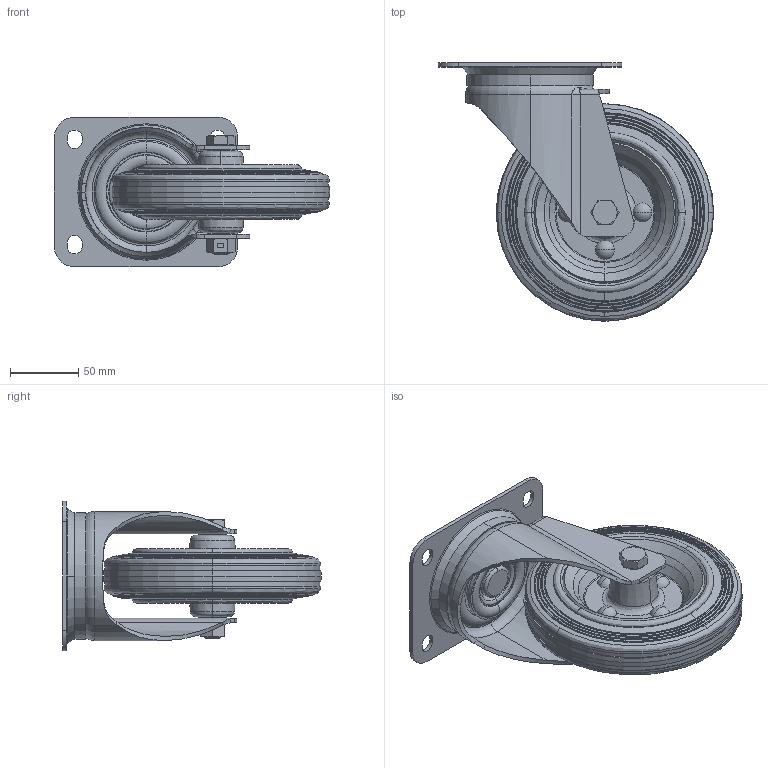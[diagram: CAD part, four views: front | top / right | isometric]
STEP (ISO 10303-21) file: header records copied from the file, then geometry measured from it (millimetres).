
FILE_DESCRIPTION (( 'STEP AP214' ), '1' );
FILE_NAME ('0055963.step', '2023-11-10T11:20:36', ( '' ), ( '' ), 'SwSTEP 2.0', 'SolidWorks 2020', '' );
FILE_SCHEMA (( 'AUTOMOTIVE_DESIGN' ));
Length unit declared in the file: millimetre
Products named in the file (1): 0055963
Bounding box: 202.5 x 190 x 110 mm (x, y, z)
Volume: 664865.7 mm3; surface area: 215229.2 mm2
Topology: 30 solids, 31 shells, 696 faces, 1591 edges, 948 vertices
Faces by surface type: bspline 173, plane 159, cone 154, cylinder 94, torus 92, sphere 24
Entity records: 33946 total; most frequent: CARTESIAN_POINT 11104, DIRECTION 3116, ORIENTED_EDGE 3054, EDGE_CURVE 1527, AXIS2_PLACEMENT_3D 1315, VERTEX_POINT 924, CIRCLE 791, EDGE_LOOP 775
